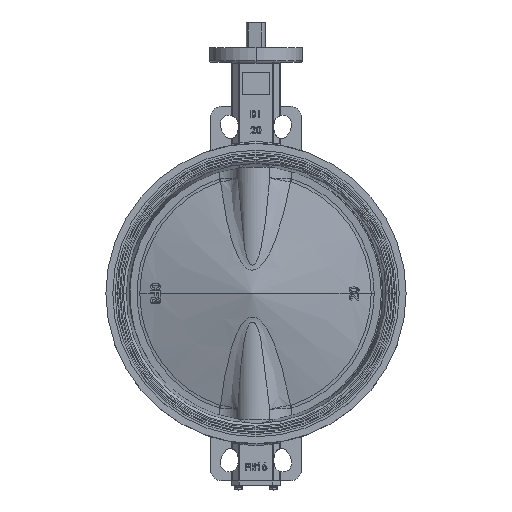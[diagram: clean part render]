
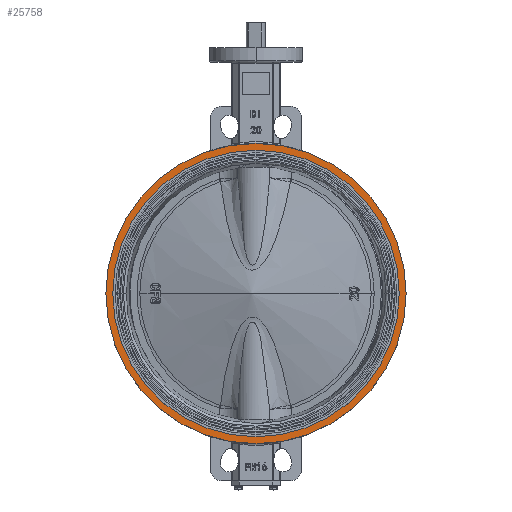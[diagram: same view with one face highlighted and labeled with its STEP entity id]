
A CAD part, top view. The second image highlights one B-rep face of the part: STEP entity #25758.
In plain terms, the highlighted planar face has unit normal (0, 0, 1).
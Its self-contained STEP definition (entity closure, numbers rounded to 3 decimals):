
#4712 = VERTEX_POINT ( 'NONE', #47643 ) ;
#5669 = DIRECTION ( 'NONE',  ( 1., 0., 0. ) ) ;
#7043 = FACE_BOUND ( 'NONE', #21429, .T. ) ;
#8997 = CARTESIAN_POINT ( 'NONE',  ( -271., 0., 63. ) ) ;
#10571 = CIRCLE ( 'NONE', #50000, 284. ) ;
#11462 = DIRECTION ( 'NONE',  ( 1., 0., 0. ) ) ;
#11710 = AXIS2_PLACEMENT_3D ( 'NONE', #34602, #30571, #5669 ) ;
#12354 = EDGE_CURVE ( 'NONE', #22622, #52612, #32240, .T. ) ;
#13014 = AXIS2_PLACEMENT_3D ( 'NONE', #43919, #44728, #11462 ) ;
#13355 = CARTESIAN_POINT ( 'NONE',  ( 271., 0., 63. ) ) ;
#15063 = PLANE ( 'NONE',  #38742 ) ;
#15454 = EDGE_CURVE ( 'NONE', #29095, #4712, #10571, .T. ) ;
#16439 = CIRCLE ( 'NONE', #13014, 284. ) ;
#21429 = EDGE_LOOP ( 'NONE', ( #23806, #41861 ) ) ;
#22080 = ORIENTED_EDGE ( 'NONE', *, *, #15454, .T. ) ;
#22162 = ORIENTED_EDGE ( 'NONE', *, *, #40593, .T. ) ;
#22622 = VERTEX_POINT ( 'NONE', #13355 ) ;
#23806 = ORIENTED_EDGE ( 'NONE', *, *, #12354, .F. ) ;
#25758 = ADVANCED_FACE ( 'NONE', ( #7043, #47574 ), #15063, .F. ) ;
#27645 = DIRECTION ( 'NONE',  ( -1., 0., 0. ) ) ;
#28629 = CARTESIAN_POINT ( 'NONE',  ( -284., 0., 63. ) ) ;
#28879 = DIRECTION ( 'NONE',  ( 1., 0., 0. ) ) ;
#29095 = VERTEX_POINT ( 'NONE', #28629 ) ;
#29968 = AXIS2_PLACEMENT_3D ( 'NONE', #49335, #33179, #28879 ) ;
#30571 = DIRECTION ( 'NONE',  ( 0., 0., 1. ) ) ;
#30892 = DIRECTION ( 'NONE',  ( 0., 0., -1. ) ) ;
#31710 = EDGE_CURVE ( 'NONE', #52612, #22622, #45501, .T. ) ;
#32240 = CIRCLE ( 'NONE', #11710, 271. ) ;
#33179 = DIRECTION ( 'NONE',  ( 0., 0., 1. ) ) ;
#34602 = CARTESIAN_POINT ( 'NONE',  ( 0., 0., 63. ) ) ;
#35185 = CARTESIAN_POINT ( 'NONE',  ( 0., 284., 63. ) ) ;
#38742 = AXIS2_PLACEMENT_3D ( 'NONE', #35185, #30892, #27645 ) ;
#39357 = DIRECTION ( 'NONE',  ( 0., 0., 1. ) ) ;
#40593 = EDGE_CURVE ( 'NONE', #4712, #29095, #16439, .T. ) ;
#41861 = ORIENTED_EDGE ( 'NONE', *, *, #31710, .F. ) ;
#43919 = CARTESIAN_POINT ( 'NONE',  ( 0., 0., 63. ) ) ;
#44728 = DIRECTION ( 'NONE',  ( 0., 0., 1. ) ) ;
#45501 = CIRCLE ( 'NONE', #29968, 271. ) ;
#46793 = EDGE_LOOP ( 'NONE', ( #22162, #22080 ) ) ;
#47574 = FACE_OUTER_BOUND ( 'NONE', #46793, .T. ) ;
#47643 = CARTESIAN_POINT ( 'NONE',  ( 284., 0., 63. ) ) ;
#47707 = DIRECTION ( 'NONE',  ( 1., 0., 0. ) ) ;
#49335 = CARTESIAN_POINT ( 'NONE',  ( 0., 0., 63. ) ) ;
#50000 = AXIS2_PLACEMENT_3D ( 'NONE', #50980, #39357, #47707 ) ;
#50980 = CARTESIAN_POINT ( 'NONE',  ( 0., 0., 63. ) ) ;
#52612 = VERTEX_POINT ( 'NONE', #8997 ) ;
